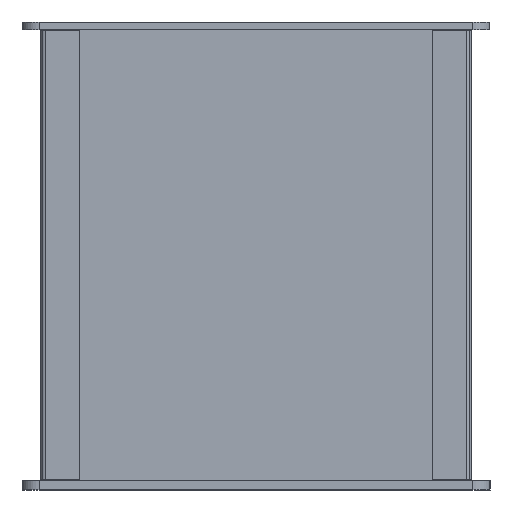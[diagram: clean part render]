
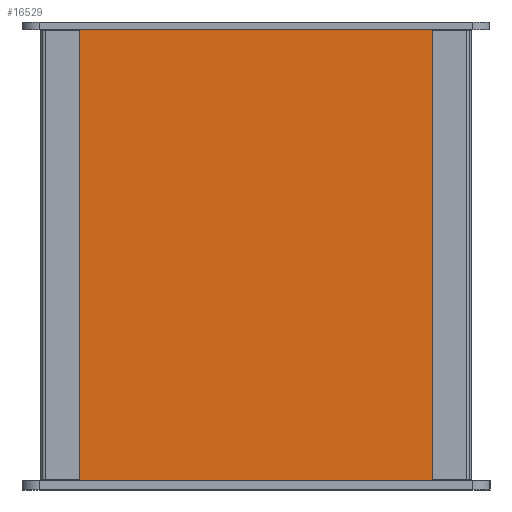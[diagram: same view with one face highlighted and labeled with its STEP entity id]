
A CAD part, left-side view. The second image highlights one B-rep face of the part: STEP entity #16529.
In plain terms, the highlighted planar face has unit normal (-1, 0, 0).
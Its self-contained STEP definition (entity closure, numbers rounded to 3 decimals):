
#287 = CARTESIAN_POINT ( 'NONE',  ( -783.367, 21.969, -195.001 ) ) ;
#1216 = DIRECTION ( 'NONE',  ( 0., -1., 0. ) ) ;
#1264 = CARTESIAN_POINT ( 'NONE',  ( -783.367, 295.969, -105.501 ) ) ;
#1679 = ORIENTED_EDGE ( 'NONE', *, *, #28281, .F. ) ;
#1747 = LINE ( 'NONE', #28048, #5505 ) ;
#1933 = EDGE_CURVE ( 'NONE', #38544, #23891, #18509, .T. ) ;
#2096 = VERTEX_POINT ( 'NONE', #34915 ) ;
#2142 = LINE ( 'NONE', #22950, #5476 ) ;
#2377 = DIRECTION ( 'NONE',  ( 0., -1., 0. ) ) ;
#2536 = CARTESIAN_POINT ( 'NONE',  ( -783.367, 21.969, -393.501 ) ) ;
#2538 = DIRECTION ( 'NONE',  ( 0., -1., 0. ) ) ;
#2817 = DIRECTION ( 'NONE',  ( 0., 1., 0. ) ) ;
#3165 = ORIENTED_EDGE ( 'NONE', *, *, #36277, .F. ) ;
#3967 = CARTESIAN_POINT ( 'NONE',  ( -783.367, 293.969, -393.501 ) ) ;
#4618 = DIRECTION ( 'NONE',  ( 0., 0., -1. ) ) ;
#4833 = VERTEX_POINT ( 'NONE', #33808 ) ;
#5352 = FACE_OUTER_BOUND ( 'NONE', #7971, .T. ) ;
#5436 = ORIENTED_EDGE ( 'NONE', *, *, #25102, .F. ) ;
#5476 = VECTOR ( 'NONE', #14306, 1000. ) ;
#5505 = VECTOR ( 'NONE', #22765, 1000. ) ;
#5687 = VERTEX_POINT ( 'NONE', #19176 ) ;
#5746 = PLANE ( 'NONE',  #15413 ) ;
#6517 = CARTESIAN_POINT ( 'NONE',  ( -783.367, 21.969, -394.001 ) ) ;
#6576 = VERTEX_POINT ( 'NONE', #6517 ) ;
#6727 = VECTOR ( 'NONE', #2377, 1000. ) ;
#6759 = LINE ( 'NONE', #287, #31022 ) ;
#6931 = LINE ( 'NONE', #9673, #25514 ) ;
#7341 = VECTOR ( 'NONE', #1216, 1000. ) ;
#7518 = ORIENTED_EDGE ( 'NONE', *, *, #28763, .F. ) ;
#7971 = EDGE_LOOP ( 'NONE', ( #37500, #15487, #3165, #37078, #11423, #11063, #1679, #30814, #34764, #7518, #5436, #29475 ) ) ;
#8454 = CARTESIAN_POINT ( 'NONE',  ( -783.367, 895.969, -105.501 ) ) ;
#8702 = VERTEX_POINT ( 'NONE', #25363 ) ;
#8949 = LINE ( 'NONE', #29907, #37440 ) ;
#9673 = CARTESIAN_POINT ( 'NONE',  ( -783.367, 295.969, -445.001 ) ) ;
#9856 = VERTEX_POINT ( 'NONE', #33410 ) ;
#10605 = DIRECTION ( 'NONE',  ( 0., 1., 0. ) ) ;
#11063 = ORIENTED_EDGE ( 'NONE', *, *, #11643, .T. ) ;
#11423 = ORIENTED_EDGE ( 'NONE', *, *, #38061, .T. ) ;
#11643 = EDGE_CURVE ( 'NONE', #24055, #9856, #14307, .T. ) ;
#13548 = LINE ( 'NONE', #34515, #34404 ) ;
#13738 = CARTESIAN_POINT ( 'NONE',  ( -783.367, 22.237, -105.501 ) ) ;
#14306 = DIRECTION ( 'NONE',  ( 0., -1., 0. ) ) ;
#14307 = LINE ( 'NONE', #26276, #22171 ) ;
#14961 = EDGE_CURVE ( 'NONE', #34165, #4833, #6759, .T. ) ;
#15038 = DIRECTION ( 'NONE',  ( 0., 0., -1. ) ) ;
#15413 = AXIS2_PLACEMENT_3D ( 'NONE', #29088, #38660, #23604 ) ;
#15487 = ORIENTED_EDGE ( 'NONE', *, *, #1933, .F. ) ;
#16529 = ADVANCED_FACE ( 'NONE', ( #5352 ), #5746, .F. ) ;
#17140 = VECTOR ( 'NONE', #4618, 1000. ) ;
#17960 = DIRECTION ( 'NONE',  ( 0., 0., 1. ) ) ;
#18509 = LINE ( 'NONE', #3967, #7341 ) ;
#19176 = CARTESIAN_POINT ( 'NONE',  ( -783.367, 295.969, -105.001 ) ) ;
#22151 = VERTEX_POINT ( 'NONE', #1264 ) ;
#22171 = VECTOR ( 'NONE', #10605, 1000. ) ;
#22765 = DIRECTION ( 'NONE',  ( 0., 0., 1. ) ) ;
#22950 = CARTESIAN_POINT ( 'NONE',  ( -783.367, 895.969, -105.001 ) ) ;
#23248 = LINE ( 'NONE', #35172, #34948 ) ;
#23604 = DIRECTION ( 'NONE',  ( 0., 0., -1. ) ) ;
#23866 = VERTEX_POINT ( 'NONE', #13738 ) ;
#23891 = VERTEX_POINT ( 'NONE', #32135 ) ;
#24055 = VERTEX_POINT ( 'NONE', #2536 ) ;
#24388 = EDGE_CURVE ( 'NONE', #2096, #22151, #23248, .T. ) ;
#25102 = EDGE_CURVE ( 'NONE', #22151, #5687, #13548, .T. ) ;
#25134 = CARTESIAN_POINT ( 'NONE',  ( -783.367, 21.969, -105.501 ) ) ;
#25363 = CARTESIAN_POINT ( 'NONE',  ( -783.367, 295.969, -394.001 ) ) ;
#25514 = VECTOR ( 'NONE', #33569, 1000. ) ;
#26274 = LINE ( 'NONE', #32327, #28692 ) ;
#26276 = CARTESIAN_POINT ( 'NONE',  ( -783.367, 895.969, -393.501 ) ) ;
#28048 = CARTESIAN_POINT ( 'NONE',  ( -783.367, 21.969, -394.001 ) ) ;
#28281 = EDGE_CURVE ( 'NONE', #23866, #9856, #8949, .T. ) ;
#28437 = DIRECTION ( 'NONE',  ( 0., 0., 1. ) ) ;
#28536 = CARTESIAN_POINT ( 'NONE',  ( -783.367, 295.701, -105.501 ) ) ;
#28692 = VECTOR ( 'NONE', #2538, 1000. ) ;
#28763 = EDGE_CURVE ( 'NONE', #5687, #4833, #2142, .T. ) ;
#29088 = CARTESIAN_POINT ( 'NONE',  ( -783.367, 895.969, -195.001 ) ) ;
#29475 = ORIENTED_EDGE ( 'NONE', *, *, #24388, .F. ) ;
#29907 = CARTESIAN_POINT ( 'NONE',  ( -783.367, 22.237, -105.501 ) ) ;
#30814 = ORIENTED_EDGE ( 'NONE', *, *, #36463, .T. ) ;
#31022 = VECTOR ( 'NONE', #17960, 1000. ) ;
#31835 = CARTESIAN_POINT ( 'NONE',  ( -783.367, 295.969, -393.501 ) ) ;
#32135 = CARTESIAN_POINT ( 'NONE',  ( -783.367, 295.701, -393.501 ) ) ;
#32327 = CARTESIAN_POINT ( 'NONE',  ( -783.367, 895.969, -394.001 ) ) ;
#33332 = EDGE_CURVE ( 'NONE', #2096, #23891, #37340, .T. ) ;
#33410 = CARTESIAN_POINT ( 'NONE',  ( -783.367, 22.237, -393.501 ) ) ;
#33569 = DIRECTION ( 'NONE',  ( 0., 0., 1. ) ) ;
#33808 = CARTESIAN_POINT ( 'NONE',  ( -783.367, 21.969, -105.001 ) ) ;
#34165 = VERTEX_POINT ( 'NONE', #25134 ) ;
#34404 = VECTOR ( 'NONE', #28437, 1000. ) ;
#34515 = CARTESIAN_POINT ( 'NONE',  ( -783.367, 295.969, -195.001 ) ) ;
#34764 = ORIENTED_EDGE ( 'NONE', *, *, #14961, .T. ) ;
#34915 = CARTESIAN_POINT ( 'NONE',  ( -783.367, 295.701, -105.501 ) ) ;
#34948 = VECTOR ( 'NONE', #2817, 1000. ) ;
#35172 = CARTESIAN_POINT ( 'NONE',  ( -783.367, 293.969, -105.501 ) ) ;
#36277 = EDGE_CURVE ( 'NONE', #8702, #38544, #6931, .T. ) ;
#36423 = LINE ( 'NONE', #8454, #6727 ) ;
#36463 = EDGE_CURVE ( 'NONE', #23866, #34165, #36423, .T. ) ;
#37078 = ORIENTED_EDGE ( 'NONE', *, *, #38213, .T. ) ;
#37340 = LINE ( 'NONE', #28536, #17140 ) ;
#37440 = VECTOR ( 'NONE', #15038, 1000. ) ;
#37500 = ORIENTED_EDGE ( 'NONE', *, *, #33332, .T. ) ;
#38061 = EDGE_CURVE ( 'NONE', #6576, #24055, #1747, .T. ) ;
#38213 = EDGE_CURVE ( 'NONE', #8702, #6576, #26274, .T. ) ;
#38544 = VERTEX_POINT ( 'NONE', #31835 ) ;
#38660 = DIRECTION ( 'NONE',  ( 1., 0., 0. ) ) ;
